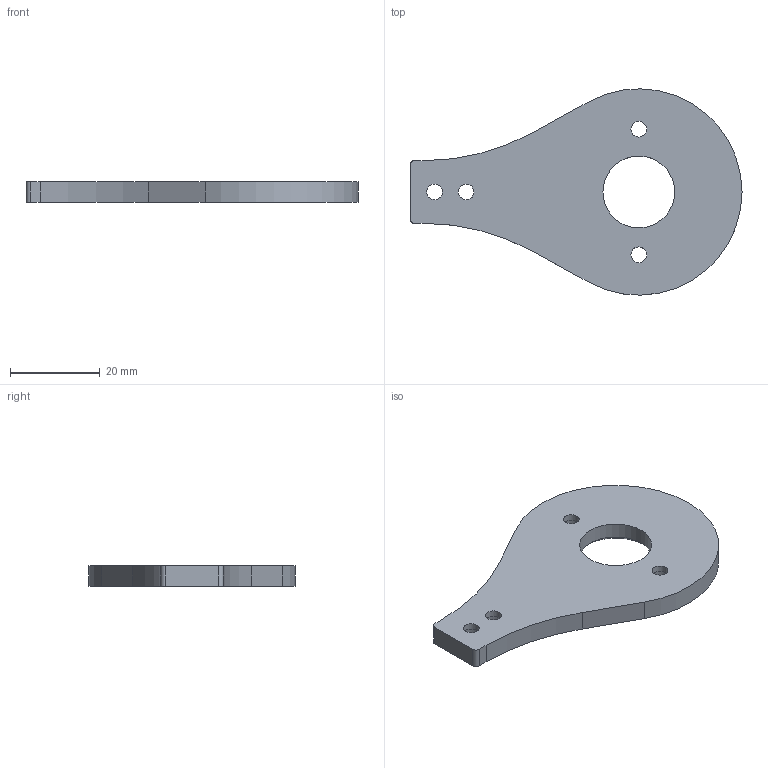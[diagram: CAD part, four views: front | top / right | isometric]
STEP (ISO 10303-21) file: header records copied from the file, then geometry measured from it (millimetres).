
FILE_DESCRIPTION(/* description */ (''),/* implementation_level */ '2;1');
FILE_NAME(/* name */ 'FA-04_ElbowFlange.step',/* time_stamp */ '2026-02-13T14:02:04+01:00',/* author */ (''),/* organization */ (''),/* preprocessor_version */ 'ST-DEVELOPER v20.1',/* originating_system */ 'Autodesk Translation Framework v14.24.0.0',/* authorisation */ '');
FILE_SCHEMA (('AUTOMOTIVE_DESIGN { 1 0 10303 214 3 1 1 }'));
Length unit declared in the file: millimetre
Products named in the file (1): FA-04_ElbowFlange
Bounding box: 74 x 45.99 x 4.5 mm (x, y, z)
Volume: 8718.3 mm3; surface area: 5306.3 mm2
Topology: 1 solids, 1 shells, 26 faces, 59 edges, 39 vertices
Faces by surface type: cylinder 14, plane 11, cone 1
Full cylindrical faces by diameter (mm): 3.5 x4, 5.5 x4, 16 x1
Entity records: 804 total; most frequent: DIRECTION 142, CARTESIAN_POINT 125, ORIENTED_EDGE 118, EDGE_CURVE 59, AXIS2_PLACEMENT_3D 56, EDGE_LOOP 40, VERTEX_POINT 39, LINE 30
